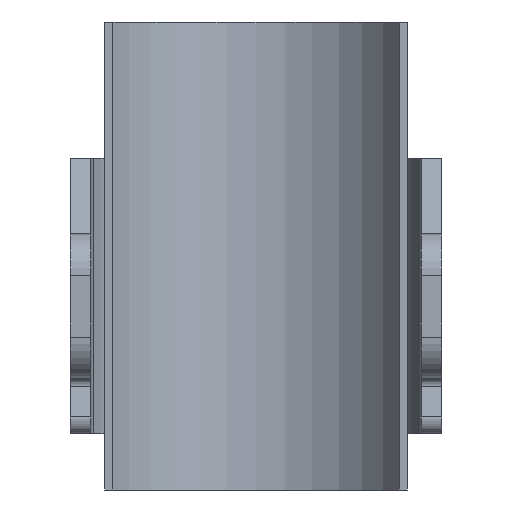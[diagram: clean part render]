
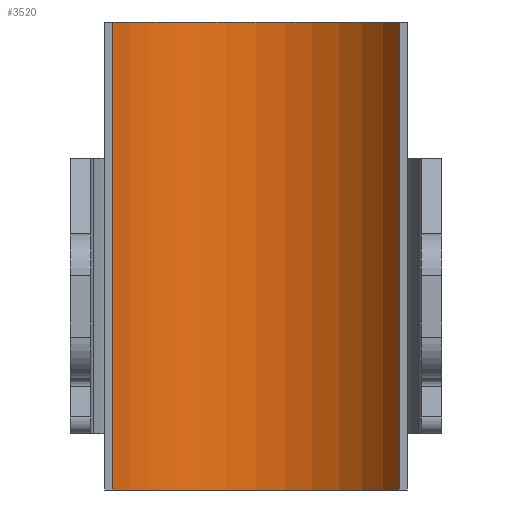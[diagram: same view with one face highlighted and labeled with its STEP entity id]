
A CAD part, front view. The second image highlights one B-rep face of the part: STEP entity #3520.
In plain terms, the highlighted cylindrical face has radius 12 mm (diameter 24 mm), a partial arc.
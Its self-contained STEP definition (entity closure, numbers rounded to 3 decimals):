
#79 = ORIENTED_EDGE ( 'NONE', *, *, #1580, .F. ) ;
#84 = AXIS2_PLACEMENT_3D ( 'NONE', #4356, #3870, #3404 ) ;
#160 = EDGE_CURVE ( 'NONE', #3306, #1499, #2678, .T. ) ;
#233 = ORIENTED_EDGE ( 'NONE', *, *, #2777, .F. ) ;
#296 = ORIENTED_EDGE ( 'NONE', *, *, #160, .T. ) ;
#1333 = CARTESIAN_POINT ( 'NONE',  ( -10.392, -6., -17. ) ) ;
#1337 = CARTESIAN_POINT ( 'NONE',  ( 0., -12., 17. ) ) ;
#1351 = CARTESIAN_POINT ( 'NONE',  ( 0., -12., 17. ) ) ;
#1373 = DIRECTION ( 'NONE',  ( 0., 0., -1. ) ) ;
#1397 = DIRECTION ( 'NONE',  ( 0., 0., -1. ) ) ;
#1499 = VERTEX_POINT ( 'NONE', #1333 ) ;
#1580 = EDGE_CURVE ( 'NONE', #5269, #3803, #5162, .T. ) ;
#1616 = DIRECTION ( 'NONE',  ( 1., 0., 0. ) ) ;
#1899 = FACE_OUTER_BOUND ( 'NONE', #6067, .T. ) ;
#2017 = CARTESIAN_POINT ( 'NONE',  ( -10.392, -6., 17. ) ) ;
#2411 = CYLINDRICAL_SURFACE ( 'NONE', #5959, 12. ) ;
#2484 = ORIENTED_EDGE ( 'NONE', *, *, #3867, .T. ) ;
#2541 = CARTESIAN_POINT ( 'NONE',  ( -10.392, -6., 17. ) ) ;
#2594 = VECTOR ( 'NONE', #4555, 1000. ) ;
#2641 = DIRECTION ( 'NONE',  ( 0., 0., -1. ) ) ;
#2678 = LINE ( 'NONE', #2017, #2594 ) ;
#2770 = CIRCLE ( 'NONE', #5584, 12. ) ;
#2777 = EDGE_CURVE ( 'NONE', #3306, #5269, #2770, .T. ) ;
#3207 = CARTESIAN_POINT ( 'NONE',  ( 10.392, -6., 17. ) ) ;
#3306 = VERTEX_POINT ( 'NONE', #2541 ) ;
#3404 = DIRECTION ( 'NONE',  ( 1., 0., 0. ) ) ;
#3406 = CIRCLE ( 'NONE', #84, 12. ) ;
#3520 = ADVANCED_FACE ( 'NONE', ( #1899 ), #2411, .F. ) ;
#3803 = VERTEX_POINT ( 'NONE', #5897 ) ;
#3867 = EDGE_CURVE ( 'NONE', #1499, #3803, #3406, .T. ) ;
#3870 = DIRECTION ( 'NONE',  ( 0., 0., -1. ) ) ;
#4356 = CARTESIAN_POINT ( 'NONE',  ( 0., -12., -17. ) ) ;
#4434 = DIRECTION ( 'NONE',  ( -1., 0., 0. ) ) ;
#4555 = DIRECTION ( 'NONE',  ( 0., 0., -1. ) ) ;
#4581 = VECTOR ( 'NONE', #1397, 1000. ) ;
#5162 = LINE ( 'NONE', #3207, #4581 ) ;
#5269 = VERTEX_POINT ( 'NONE', #5547 ) ;
#5547 = CARTESIAN_POINT ( 'NONE',  ( 10.392, -6., 17. ) ) ;
#5584 = AXIS2_PLACEMENT_3D ( 'NONE', #1337, #1373, #1616 ) ;
#5897 = CARTESIAN_POINT ( 'NONE',  ( 10.392, -6., -17. ) ) ;
#5959 = AXIS2_PLACEMENT_3D ( 'NONE', #1351, #2641, #4434 ) ;
#6067 = EDGE_LOOP ( 'NONE', ( #2484, #79, #233, #296 ) ) ;
